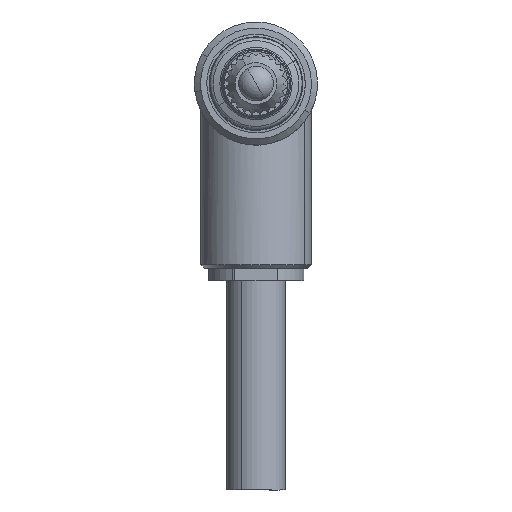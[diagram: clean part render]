
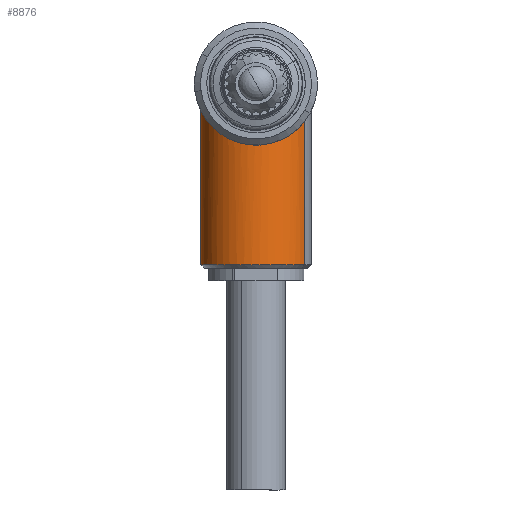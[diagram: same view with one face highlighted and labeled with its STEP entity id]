
A CAD part, front view. The second image highlights one B-rep face of the part: STEP entity #8876.
In plain terms, the highlighted cylindrical face has radius 4.5 mm (diameter 9 mm), a partial arc.
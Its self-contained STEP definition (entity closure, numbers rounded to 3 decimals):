
#8847=AXIS2_PLACEMENT_3D('Cylinder Axis2P3D',#8844,#8845,#8846) ;
#8624=CARTESIAN_POINT('Vertex',(-3.949,58.857,-3.067)) ;
#8628=CARTESIAN_POINT('Control Point',(3.949,54.543,-3.067)) ;
#8629=CARTESIAN_POINT('Control Point',(3.677,54.044,-3.417)) ;
#8630=CARTESIAN_POINT('Control Point',(3.331,53.597,-3.783)) ;
#8631=CARTESIAN_POINT('Control Point',(2.915,53.194,-4.122)) ;
#8632=CARTESIAN_POINT('Control Point',(2.065,52.612,-4.63)) ;
#8633=CARTESIAN_POINT('Control Point',(1.018,52.282,-4.926)) ;
#8634=CARTESIAN_POINT('Control Point',(0.568,52.2,-5.)) ;
#8635=CARTESIAN_POINT('Control Point',(-0.274,52.161,-5.036)) ;
#8636=CARTESIAN_POINT('Control Point',(-1.089,52.31,-4.901)) ;
#8637=CARTESIAN_POINT('Control Point',(-1.438,52.414,-4.808)) ;
#8638=CARTESIAN_POINT('Control Point',(-2.264,52.749,-4.51)) ;
#8639=CARTESIAN_POINT('Control Point',(-2.947,53.245,-4.081)) ;
#8640=CARTESIAN_POINT('Control Point',(-3.298,53.584,-3.796)) ;
#8641=CARTESIAN_POINT('Control Point',(-3.714,54.1,-3.376)) ;
#8642=CARTESIAN_POINT('Control Point',(-4.03,54.684,-2.965)) ;
#8643=CARTESIAN_POINT('Control Point',(-4.111,54.855,-2.851)) ;
#8644=CARTESIAN_POINT('Control Point',(-4.308,55.333,-2.552)) ;
#8645=CARTESIAN_POINT('Control Point',(-4.442,55.861,-2.305)) ;
#8646=CARTESIAN_POINT('Control Point',(-4.5,56.224,-2.178)) ;
#8647=CARTESIAN_POINT('Control Point',(-4.524,56.848,-2.132)) ;
#8648=CARTESIAN_POINT('Control Point',(-4.447,57.441,-2.286)) ;
#8649=CARTESIAN_POINT('Control Point',(-4.405,57.657,-2.369)) ;
#8650=CARTESIAN_POINT('Control Point',(-4.306,58.041,-2.547)) ;
#8651=CARTESIAN_POINT('Control Point',(-4.173,58.397,-2.758)) ;
#8652=CARTESIAN_POINT('Control Point',(-4.105,58.555,-2.859)) ;
#8653=CARTESIAN_POINT('Control Point',(-4.03,58.709,-2.962)) ;
#8654=CARTESIAN_POINT('Control Point',(-3.949,58.857,-3.067)) ;
#8655=CARTESIAN_POINT('Vertex',(3.949,54.543,-3.067)) ;
#8787=CARTESIAN_POINT('Line Origine',(-3.949,58.857,-7.5)) ;
#8791=CARTESIAN_POINT('Vertex',(-3.949,58.857,-14.7)) ;
#8819=CARTESIAN_POINT('Line Origine',(3.949,54.543,-7.5)) ;
#8823=CARTESIAN_POINT('Vertex',(3.949,54.543,-14.7)) ;
#8844=CARTESIAN_POINT('Axis2P3D Location',(0.,56.7,-7.5)) ;
#8850=CARTESIAN_POINT('Control Point',(-4.496,56.507,-14.7)) ;
#8851=CARTESIAN_POINT('Control Point',(-4.522,57.117,-14.7)) ;
#8852=CARTESIAN_POINT('Control Point',(-4.438,57.732,-14.7)) ;
#8853=CARTESIAN_POINT('Control Point',(-4.242,58.321,-14.7)) ;
#8854=CARTESIAN_POINT('Control Point',(-3.949,58.857,-14.7)) ;
#8855=CARTESIAN_POINT('Vertex',(-4.496,56.507,-14.7)) ;
#8859=CARTESIAN_POINT('Control Point',(3.949,54.543,-14.7)) ;
#8860=CARTESIAN_POINT('Control Point',(3.388,53.516,-14.7)) ;
#8861=CARTESIAN_POINT('Control Point',(2.494,52.672,-14.7)) ;
#8862=CARTESIAN_POINT('Control Point',(1.344,52.157,-14.7)) ;
#8863=CARTESIAN_POINT('Control Point',(-1.106,51.947,-14.7)) ;
#8864=CARTESIAN_POINT('Control Point',(-3.212,53.217,-14.7)) ;
#8865=CARTESIAN_POINT('Control Point',(-4.016,54.187,-14.7)) ;
#8866=CARTESIAN_POINT('Control Point',(-4.446,55.339,-14.7)) ;
#8867=CARTESIAN_POINT('Control Point',(-4.496,56.507,-14.7)) ;
#8788=DIRECTION('Vector Direction',(0.,0.,-1.)) ;
#8820=DIRECTION('Vector Direction',(0.,0.,-1.)) ;
#8845=DIRECTION('Axis2P3D Direction',(0.,0.,-1.)) ;
#8846=DIRECTION('Axis2P3D XDirection',(0.878,-0.479,0.)) ;
#8789=VECTOR('Line Direction',#8788,1.) ;
#8821=VECTOR('Line Direction',#8820,1.) ;
#8870=ORIENTED_EDGE('',*,*,#8825,.T.) ;
#8871=ORIENTED_EDGE('',*,*,#8657,.T.) ;
#8872=ORIENTED_EDGE('',*,*,#8793,.F.) ;
#8873=ORIENTED_EDGE('',*,*,#8857,.F.) ;
#8874=ORIENTED_EDGE('',*,*,#8868,.F.) ;
#8876=ADVANCED_FACE('\X2\FF8EFF9EFF83FF9EFF68FF70\X0\.2',(#8875),#8848,.T.) ;
#8627=B_SPLINE_CURVE_WITH_KNOTS('',5,(#8628,#8629,#8630,#8631,#8632,#8633,#8634,#8635,#8636,#8637,#8638,#8639,#8640,#8641,#8642,#8643,#8644,#8645,#8646,#8647,#8648,#8649,#8650,#8651,#8652,#8653,#8654),.UNSPECIFIED.,.F.,.U.,(6,3,3,3,3,3,3,3,6),(0.,4.733,7.983,10.634,14.611,16.169,18.839,20.5,21.913),.UNSPECIFIED.) ;
#8849=B_SPLINE_CURVE_WITH_KNOTS('',4,(#8850,#8851,#8852,#8853,#8854),.UNSPECIFIED.,.F.,.U.,(5,5),(4.626,7.069),.UNSPECIFIED.) ;
#8858=B_SPLINE_CURVE_WITH_KNOTS('',5,(#8859,#8860,#8861,#8862,#8863,#8864,#8865,#8866,#8867),.UNSPECIFIED.,.F.,.U.,(6,3,6),(-7.069,-1.221,4.626),.UNSPECIFIED.) ;
#8848=CYLINDRICAL_SURFACE('generated cylinder',#8847,4.5) ;
#8657=EDGE_CURVE('',#8656,#8625,#8627,.T.) ;
#8793=EDGE_CURVE('',#8792,#8625,#8790,.F.) ;
#8825=EDGE_CURVE('',#8824,#8656,#8822,.F.) ;
#8857=EDGE_CURVE('',#8856,#8792,#8849,.T.) ;
#8868=EDGE_CURVE('',#8824,#8856,#8858,.T.) ;
#8869=EDGE_LOOP('',(#8870,#8871,#8872,#8873,#8874)) ;
#8875=FACE_OUTER_BOUND('',#8869,.T.) ;
#8790=LINE('Line',#8787,#8789) ;
#8822=LINE('Line',#8819,#8821) ;
#8625=VERTEX_POINT('',#8624) ;
#8656=VERTEX_POINT('',#8655) ;
#8792=VERTEX_POINT('',#8791) ;
#8824=VERTEX_POINT('',#8823) ;
#8856=VERTEX_POINT('',#8855) ;
